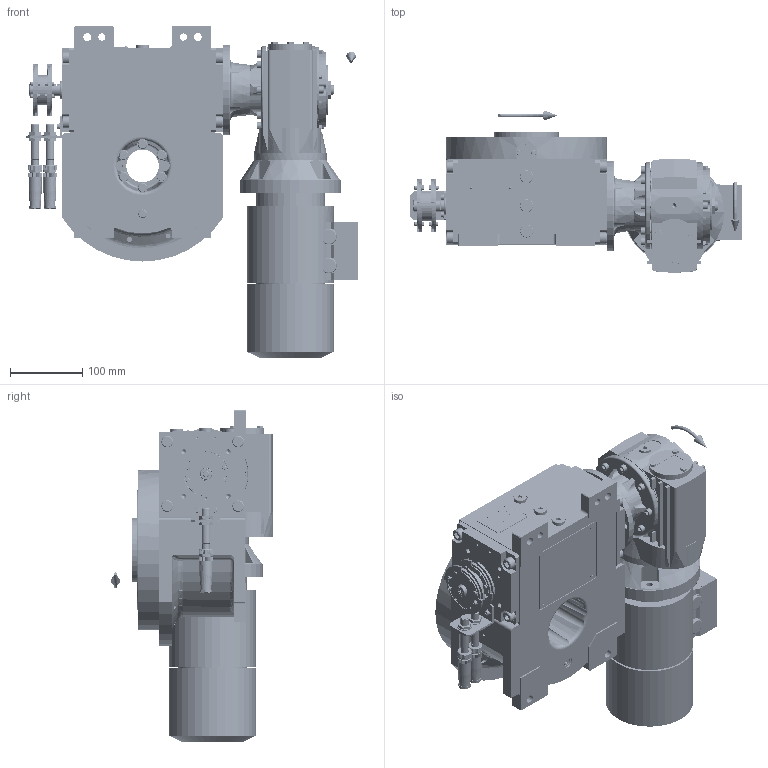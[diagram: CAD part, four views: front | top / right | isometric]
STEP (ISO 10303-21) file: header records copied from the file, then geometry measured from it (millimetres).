
FILE_DESCRIPTION (( 'STEP AP203' ), '1' );
FILE_NAME ('PC5200582.step', '2024-09-03T06:57:06', ( '' ), ( '' ), 'SwSTEP 2.0', 'SolidWorks 2020', '' );
FILE_SCHEMA (( 'CONFIG_CONTROL_DESIGN' ));
Length unit declared in the file: millimetre
Products named in the file (91): AS_rig06_016; cfn2000_01_126; olio_agip_blasia_150; freccia_angolare_albero; rig06_003_12; AS_rig06_004; cfn2128_04_004; cfn2151_01_090; cfn2400_04_024; cfn2000_01_124; cfn2000_01_161; rig06_004_s_001; cfn2205_01_013; CFN2010_02_002.stp; AS_rig06_071_12_m; cfn2155_01_056; cfn2003_01_054; CFN2000_01_185.stp; cfn2276_01_074; CFN2356_03_047.stp; cfn2077_01_018; cfn2151_01_290; rig06_004; AS_900_38_30_003; cfn2151_01_109; cfn2158_01_010; CFN2104_02_017.stp; cfn2155_01_303; cfn2055_01_002; cfn2000_01_103; AS_900_00_00_004; AS_cfn2476_01_002_60x46; PC5200582; cfn2476_01_002_60x46; rig06_016; cfn2115_02_194; rig06_005_n_01; freccia_angolare; CFN2010_01_012.stp; AS_900_38_10_028 ...
Assembly tree (87 placements, depth 5):
  olio_agip_blasia_150
  cfn2151_01_090
  cfn2205_01_013
  cfn2276_01_074
  CFN2356_03_047.stp
Bounding box: 458.5 x 224.5 x 457.99 mm (x, y, z)
Volume: 7194161.4 mm3; surface area: 1222829.1 mm2
Topology: 75 solids, 83 shells, 6077 faces, 15422 edges, 9758 vertices
Faces by surface type: plane 2759, cylinder 2020, cone 1126, torus 160, bspline 6, sphere 6
Entity records: 169256 total; most frequent: CARTESIAN_POINT 41918, DIRECTION 24833, ORIENTED_EDGE 24388, EDGE_CURVE 12194, AXIS2_PLACEMENT_3D 9164, VERTEX_POINT 7804, LINE 6505, VECTOR 6505
